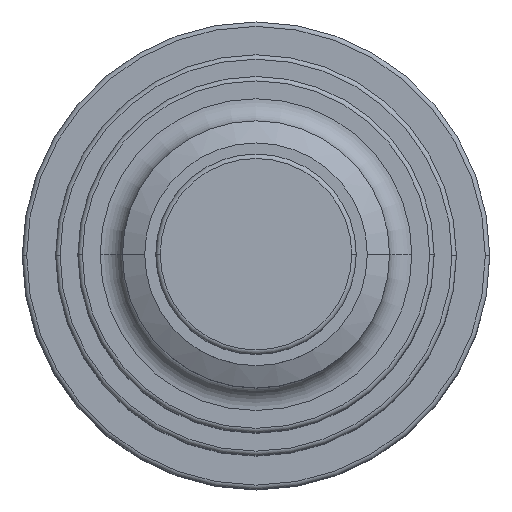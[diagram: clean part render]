
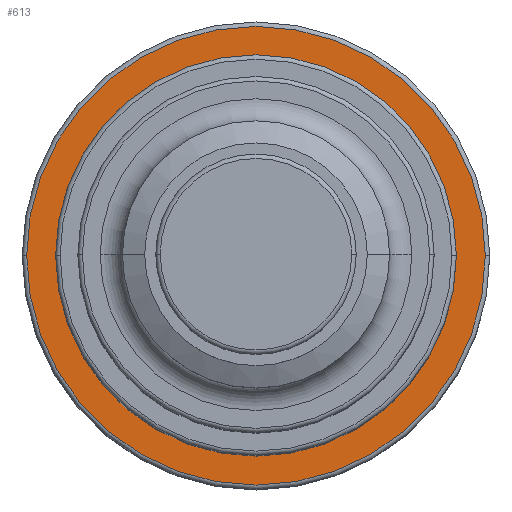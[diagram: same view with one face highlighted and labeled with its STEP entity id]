
A CAD part, top view. The second image highlights one B-rep face of the part: STEP entity #613.
In plain terms, the highlighted planar face has unit normal (0, 0, 1).
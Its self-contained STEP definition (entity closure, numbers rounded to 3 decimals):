
#121=CARTESIAN_POINT('',(0.,0.,13.));
#122=DIRECTION('',(0.,0.,1.));
#123=DIRECTION('',(1.,0.,0.));
#124=AXIS2_PLACEMENT_3D('',#121,#122,#123);
#126=CARTESIAN_POINT('',(0.,0.,13.));
#127=DIRECTION('',(0.,0.,1.));
#128=DIRECTION('',(-1.,0.,0.));
#129=AXIS2_PLACEMENT_3D('',#126,#127,#128);
#131=CARTESIAN_POINT('',(0.,0.,13.));
#132=DIRECTION('',(0.,0.,1.));
#133=DIRECTION('',(-1.,0.,0.));
#134=AXIS2_PLACEMENT_3D('',#131,#132,#133);
#136=CARTESIAN_POINT('',(0.,0.,13.));
#137=DIRECTION('',(0.,0.,1.));
#138=DIRECTION('',(1.,0.,0.));
#139=AXIS2_PLACEMENT_3D('',#136,#137,#138);
#392=CARTESIAN_POINT('',(9.,0.,13.));
#393=CARTESIAN_POINT('',(-9.,0.,13.));
#394=VERTEX_POINT('',#392);
#395=VERTEX_POINT('',#393);
#440=CARTESIAN_POINT('',(-10.3,0.,13.));
#441=CARTESIAN_POINT('',(10.3,0.,13.));
#442=VERTEX_POINT('',#440);
#443=VERTEX_POINT('',#441);
#597=CARTESIAN_POINT('',(0.,0.,13.));
#598=DIRECTION('',(0.,0.,1.));
#599=DIRECTION('',(1.,0.,0.));
#600=AXIS2_PLACEMENT_3D('',#597,#598,#599);
#601=PLANE('',#600);
#602=ORIENTED_EDGE('',*,*,#580,.F.);
#604=ORIENTED_EDGE('',*,*,#603,.F.);
#605=EDGE_LOOP('',(#602,#604));
#606=FACE_OUTER_BOUND('',#605,.F.);
#608=ORIENTED_EDGE('',*,*,#607,.T.);
#610=ORIENTED_EDGE('',*,*,#609,.T.);
#611=EDGE_LOOP('',(#608,#610));
#612=FACE_BOUND('',#611,.F.);
#613=ADVANCED_FACE('',(#606,#612),#601,.T.);
#125=CIRCLE('',#124,9.);
#130=CIRCLE('',#129,9.);
#135=CIRCLE('',#134,10.3);
#140=CIRCLE('',#139,10.3);
#580=EDGE_CURVE('',#442,#443,#135,.T.);
#603=EDGE_CURVE('',#443,#442,#140,.T.);
#607=EDGE_CURVE('',#394,#395,#125,.T.);
#609=EDGE_CURVE('',#395,#394,#130,.T.);
